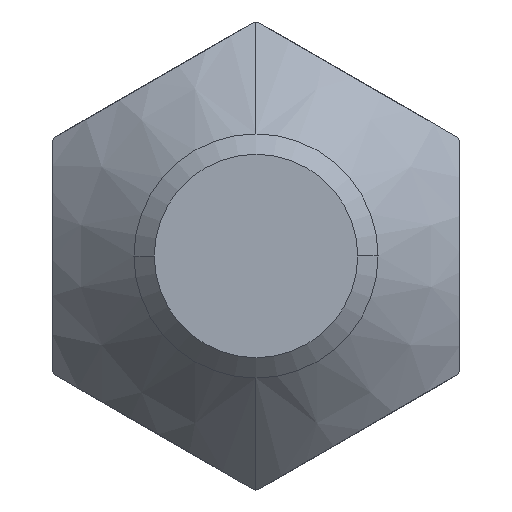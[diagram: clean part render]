
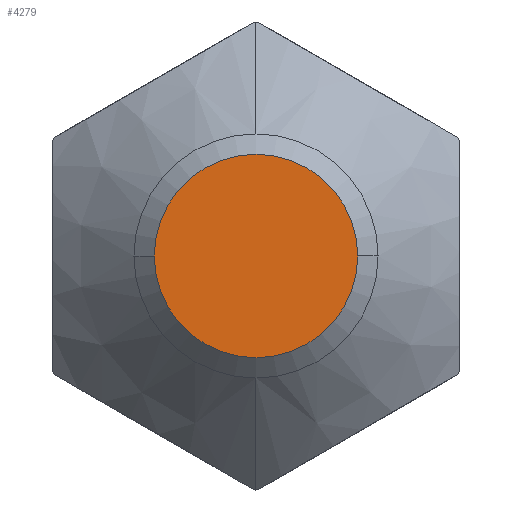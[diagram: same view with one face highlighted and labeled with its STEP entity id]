
A CAD part, front view. The second image highlights one B-rep face of the part: STEP entity #4279.
In plain terms, the highlighted planar face has unit normal (0, -1, 0).
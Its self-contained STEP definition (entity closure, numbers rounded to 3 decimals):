
#224 = EDGE_CURVE ( 'Defeature ausgef�hrt1_41+Defeature ausgef�hrt1_42+Defeature ausgef�hrt1_42+Defeature ausgef�hrt1_42', #325, #232, #286, .T. ) ;
#232 = VERTEX_POINT ( 'NONE', #236 ) ;
#236 = CARTESIAN_POINT ( 'NONE',  ( -2.5, -91., 0. ) ) ;
#286 = CIRCLE ( 'NONE', #1886, 2.5 ) ;
#307 = EDGE_LOOP ( 'NONE', ( #3554, #530 ) ) ;
#325 = VERTEX_POINT ( 'NONE', #3017 ) ;
#530 = ORIENTED_EDGE ( 'NONE', *, *, #1388, .T. ) ;
#874 = CARTESIAN_POINT ( 'NONE',  ( 0., -91., 0. ) ) ;
#1155 = AXIS2_PLACEMENT_3D ( 'NONE', #3389, #3417, #3750 ) ;
#1280 = DIRECTION ( 'NONE',  ( -1., 0., 0. ) ) ;
#1388 = EDGE_CURVE ( 'Defeature ausgef�hrt1_41+Defeature ausgef�hrt1_42+Defeature ausgef�hrt1_42+Defeature ausgef�hrt1_42', #232, #325, #3895, .T. ) ;
#1886 = AXIS2_PLACEMENT_3D ( 'NONE', #4050, #4008, #1280 ) ;
#1976 = FACE_OUTER_BOUND ( 'NONE', #307, .T. ) ;
#2822 = AXIS2_PLACEMENT_3D ( 'NONE', #874, #2957, #3294 ) ;
#2957 = DIRECTION ( 'NONE',  ( 0., -1., 0. ) ) ;
#3017 = CARTESIAN_POINT ( 'NONE',  ( 2.5, -91., 0. ) ) ;
#3294 = DIRECTION ( 'NONE',  ( -1., 0., 0. ) ) ;
#3322 = PLANE ( 'NONE',  #2822 ) ;
#3389 = CARTESIAN_POINT ( 'NONE',  ( 0., -91., 0. ) ) ;
#3417 = DIRECTION ( 'NONE',  ( 0., -1., 0. ) ) ;
#3554 = ORIENTED_EDGE ( 'NONE', *, *, #224, .T. ) ;
#3750 = DIRECTION ( 'NONE',  ( -1., 0., 0. ) ) ;
#3895 = CIRCLE ( 'NONE', #1155, 2.5 ) ;
#4008 = DIRECTION ( 'NONE',  ( 0., -1., 0. ) ) ;
#4050 = CARTESIAN_POINT ( 'NONE',  ( 0., -91., 0. ) ) ;
#4279 = ADVANCED_FACE ( 'Defeature ausgef�hrt1_41', ( #1976 ), #3322, .T. ) ;
